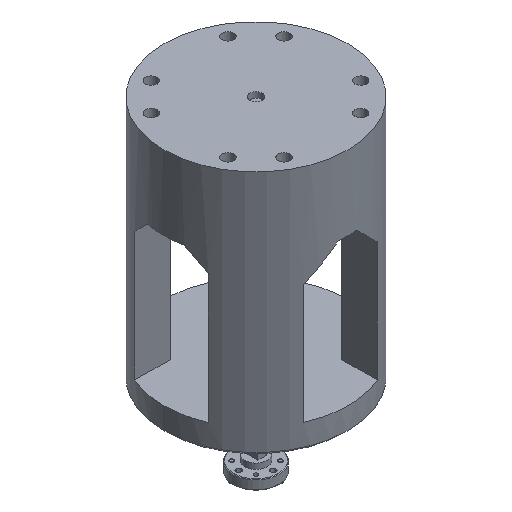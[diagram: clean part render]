
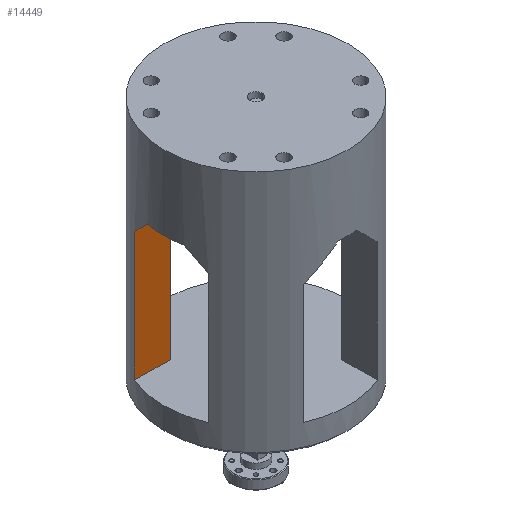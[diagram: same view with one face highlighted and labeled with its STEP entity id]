
A CAD part, isometric view. The second image highlights one B-rep face of the part: STEP entity #14449.
In plain terms, the highlighted planar face has unit normal (0, -1, 0).
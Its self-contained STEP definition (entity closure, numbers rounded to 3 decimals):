
#535 = CARTESIAN_POINT ( 'NONE',  ( -34.919, 15.24, -82.07 ) ) ;
#1961 = CARTESIAN_POINT ( 'NONE',  ( 0., 15.24, -82.07 ) ) ;
#2692 = EDGE_CURVE ( 'NONE', #12895, #16589, #26976, .T. ) ;
#3785 = CARTESIAN_POINT ( 'NONE',  ( -20.32, 15.24, 63.5 ) ) ;
#5225 = VECTOR ( 'NONE', #20748, 1000. ) ;
#5826 = DIRECTION ( 'NONE',  ( -1., 0., 0. ) ) ;
#8521 = FACE_OUTER_BOUND ( 'NONE', #17876, .T. ) ;
#9536 = VECTOR ( 'NONE', #20179, 1000. ) ;
#9575 = ORIENTED_EDGE ( 'NONE', *, *, #11957, .T. ) ;
#10545 = LINE ( 'NONE', #15299, #9536 ) ;
#10599 = DIRECTION ( 'NONE',  ( 0., 0., -1. ) ) ;
#11068 = DIRECTION ( 'NONE',  ( 0., -1., 0. ) ) ;
#11957 = EDGE_CURVE ( 'NONE', #16589, #25352, #10545, .T. ) ;
#12426 = ORIENTED_EDGE ( 'NONE', *, *, #2692, .T. ) ;
#12895 = VERTEX_POINT ( 'NONE', #16723 ) ;
#13442 = LINE ( 'NONE', #15670, #20192 ) ;
#14365 = EDGE_CURVE ( 'NONE', #12895, #20948, #13442, .T. ) ;
#14449 = ADVANCED_FACE ( 'NONE', ( #8521 ), #25468, .T. ) ;
#15299 = CARTESIAN_POINT ( 'NONE',  ( -34.919, 15.24, 63.5 ) ) ;
#15670 = CARTESIAN_POINT ( 'NONE',  ( 0., 15.24, 10.16 ) ) ;
#16589 = VERTEX_POINT ( 'NONE', #3785 ) ;
#16723 = CARTESIAN_POINT ( 'NONE',  ( -20.32, 15.24, 10.16 ) ) ;
#17249 = ORIENTED_EDGE ( 'NONE', *, *, #14365, .F. ) ;
#17694 = AXIS2_PLACEMENT_3D ( 'NONE', #1961, #11068, #10599 ) ;
#17876 = EDGE_LOOP ( 'NONE', ( #17249, #12426, #9575, #25780 ) ) ;
#18364 = CARTESIAN_POINT ( 'NONE',  ( -34.919, 15.24, 10.16 ) ) ;
#18756 = VECTOR ( 'NONE', #28751, 1000. ) ;
#20179 = DIRECTION ( 'NONE',  ( -1., 0., 0. ) ) ;
#20192 = VECTOR ( 'NONE', #5826, 1000. ) ;
#20748 = DIRECTION ( 'NONE',  ( 0., 0., 1. ) ) ;
#20948 = VERTEX_POINT ( 'NONE', #18364 ) ;
#24610 = LINE ( 'NONE', #535, #5225 ) ;
#25352 = VERTEX_POINT ( 'NONE', #27947 ) ;
#25468 = PLANE ( 'NONE',  #17694 ) ;
#25780 = ORIENTED_EDGE ( 'NONE', *, *, #30881, .F. ) ;
#26976 = LINE ( 'NONE', #27293, #18756 ) ;
#27293 = CARTESIAN_POINT ( 'NONE',  ( -20.32, 15.24, -61.682 ) ) ;
#27947 = CARTESIAN_POINT ( 'NONE',  ( -34.919, 15.24, 63.5 ) ) ;
#28751 = DIRECTION ( 'NONE',  ( 0., 0., 1. ) ) ;
#30881 = EDGE_CURVE ( 'NONE', #20948, #25352, #24610, .T. ) ;
